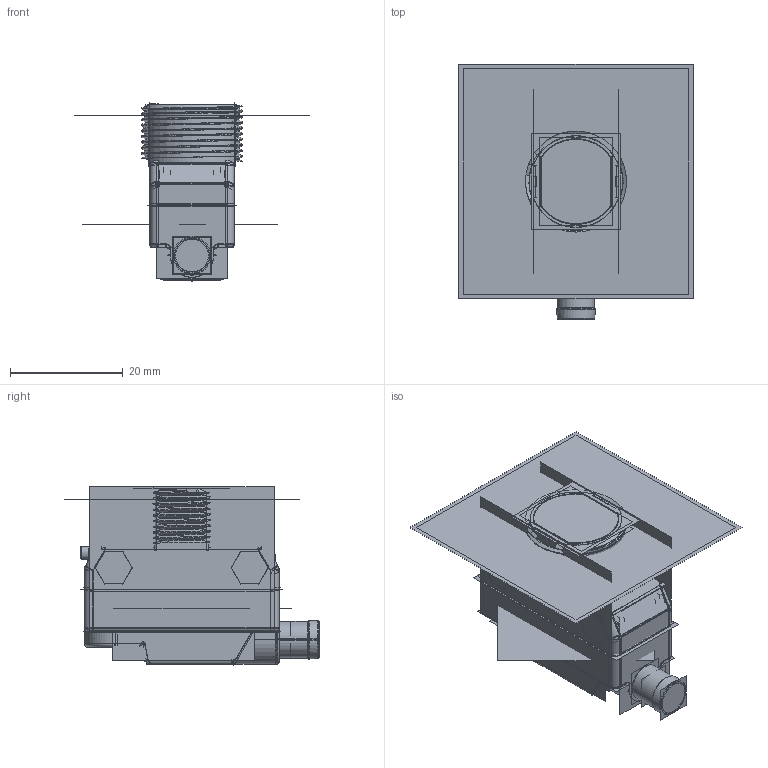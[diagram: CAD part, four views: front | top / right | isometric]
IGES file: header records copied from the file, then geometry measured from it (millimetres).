
Start section:  PTC IGES file: 139465.igs
Global section: file name: 139465.igs; native system: Creo Parametric by Parametric Technology Corporation; preprocessor: 2013230; author: pdmadmin; organization: Unknown; date: 20151130.143952; units: millimetre
Bounding box: 41.6 x 45.25 x 31.61 mm (x, y, z)
Volume: 6083.4 mm3; surface area: 81290.4 mm2
Topology: 5 solids, 6 shells, 1668 faces, 8342 edges, 10418 vertices
Faces by surface type: bspline 906, revolution 762
